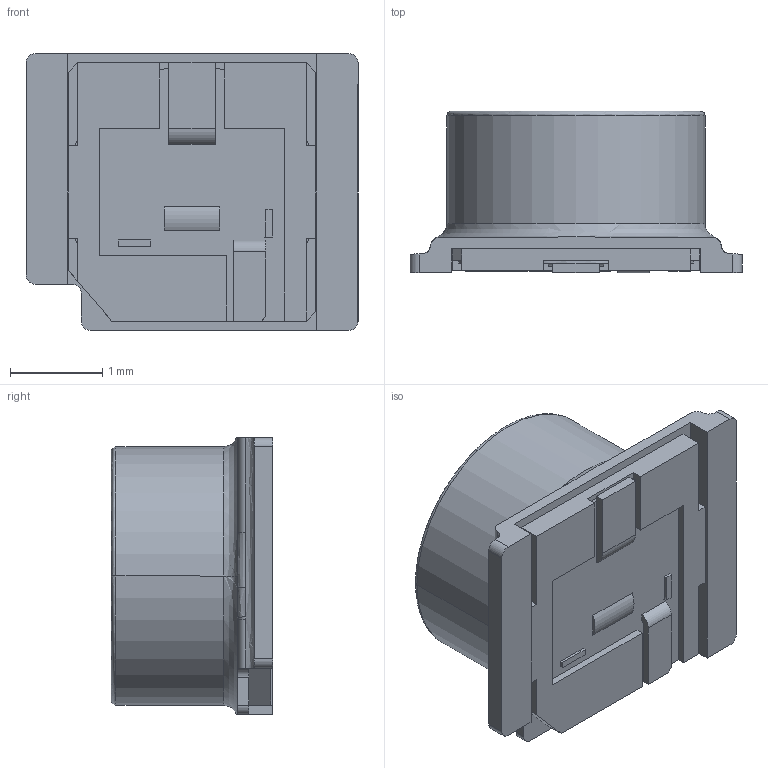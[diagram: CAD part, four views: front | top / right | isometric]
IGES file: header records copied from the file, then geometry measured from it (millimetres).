
Start section: Elysium IGES Interface
Global section: file name: 118HKMS-560A(800).igs; native system: Creo Elements/Direct Modeling 20.1D  10-Oct-2020; preprocessor: Creo Element/Direct IGES_3D V2.2; author: Unknown; organization: Unknown; date: 20220429.083629; units: millimetre
Bounding box: 3.6 x 1.75 x 3 mm (x, y, z)
Volume: 11.6 mm3; surface area: 42.3 mm2
Topology: 1 solids, 1 shells, 139 faces, 370 edges, 240 vertices
Faces by surface type: bspline 139
